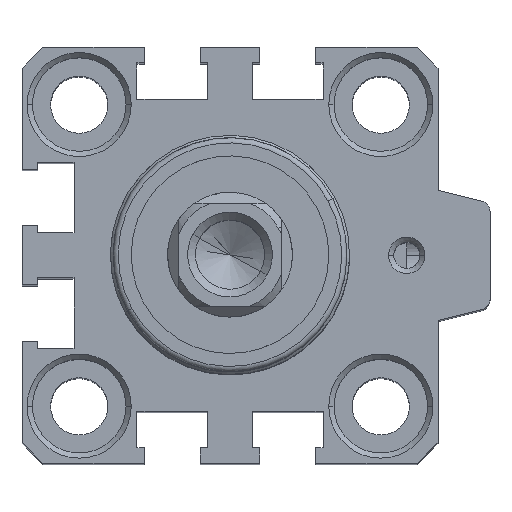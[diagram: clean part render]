
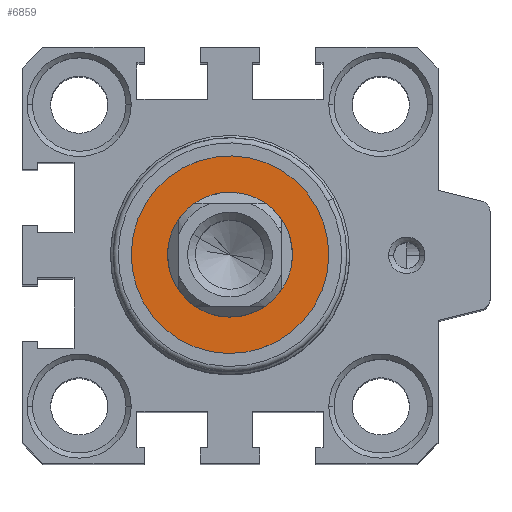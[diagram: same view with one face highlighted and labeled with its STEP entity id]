
A CAD part, top view. The second image highlights one B-rep face of the part: STEP entity #6859.
In plain terms, the highlighted planar face has unit normal (0, 0, 1).
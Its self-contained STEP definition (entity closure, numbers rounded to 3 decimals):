
#6669=CARTESIAN_POINT('Vertex',(-5.265,-2.877,35.75)) ;
#6672=CARTESIAN_POINT('Axis2P3D Location',(0.,0.,35.75)) ;
#6676=CARTESIAN_POINT('Vertex',(5.265,2.877,35.75)) ;
#6753=CARTESIAN_POINT('Axis2P3D Location',(0.,0.,35.75)) ;
#6832=CARTESIAN_POINT('Axis2P3D Location',(9.5,0.,35.75)) ;
#6837=CARTESIAN_POINT('Axis2P3D Location',(0.,0.,35.75)) ;
#6841=CARTESIAN_POINT('Vertex',(-8.337,-4.555,35.75)) ;
#6843=CARTESIAN_POINT('Vertex',(8.337,4.555,35.75)) ;
#6846=CARTESIAN_POINT('Axis2P3D Location',(0.,0.,35.75)) ;
#6673=DIRECTION('Axis2P3D Direction',(0.,0.,1.)) ;
#6754=DIRECTION('Axis2P3D Direction',(0.,0.,1.)) ;
#6833=DIRECTION('Axis2P3D Direction',(0.,0.,1.)) ;
#6834=DIRECTION('Axis2P3D XDirection',(1.,0.,0.)) ;
#6838=DIRECTION('Axis2P3D Direction',(0.,0.,1.)) ;
#6847=DIRECTION('Axis2P3D Direction',(0.,0.,1.)) ;
#6674=AXIS2_PLACEMENT_3D('Circle Axis2P3D',#6672,#6673,$) ;
#6755=AXIS2_PLACEMENT_3D('Circle Axis2P3D',#6753,#6754,$) ;
#6835=AXIS2_PLACEMENT_3D('Plane Axis2P3D',#6832,#6833,#6834) ;
#6839=AXIS2_PLACEMENT_3D('Circle Axis2P3D',#6837,#6838,$) ;
#6848=AXIS2_PLACEMENT_3D('Circle Axis2P3D',#6846,#6847,$) ;
#6852=ORIENTED_EDGE('',*,*,#6845,.T.) ;
#6853=ORIENTED_EDGE('',*,*,#6850,.T.) ;
#6856=ORIENTED_EDGE('',*,*,#6757,.F.) ;
#6857=ORIENTED_EDGE('',*,*,#6678,.F.) ;
#6858=FACE_BOUND('',#6855,.T.) ;
#6859=ADVANCED_FACE('ausgefahren',(#6854,#6858),#6836,.T.) ;
#6675=CIRCLE('generated circle',#6674,6.) ;
#6756=CIRCLE('generated circle',#6755,6.) ;
#6840=CIRCLE('generated circle',#6839,9.5) ;
#6849=CIRCLE('generated circle',#6848,9.5) ;
#6678=EDGE_CURVE('',#6670,#6677,#6675,.T.) ;
#6757=EDGE_CURVE('',#6677,#6670,#6756,.T.) ;
#6845=EDGE_CURVE('',#6842,#6844,#6840,.T.) ;
#6850=EDGE_CURVE('',#6844,#6842,#6849,.T.) ;
#6851=EDGE_LOOP('',(#6852,#6853)) ;
#6855=EDGE_LOOP('',(#6856,#6857)) ;
#6854=FACE_OUTER_BOUND('',#6851,.T.) ;
#6836=PLANE('Plane',#6835) ;
#6670=VERTEX_POINT('',#6669) ;
#6677=VERTEX_POINT('',#6676) ;
#6842=VERTEX_POINT('',#6841) ;
#6844=VERTEX_POINT('',#6843) ;
